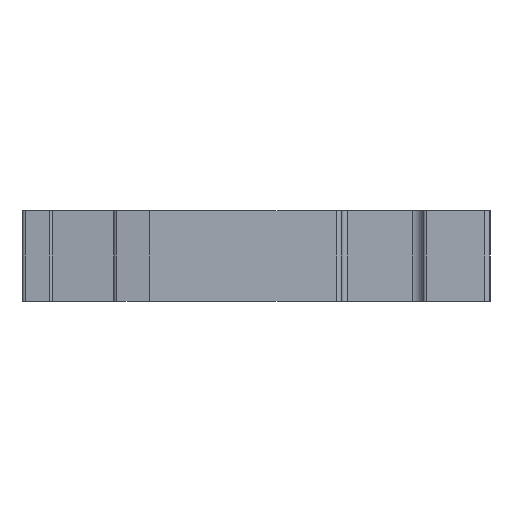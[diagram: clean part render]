
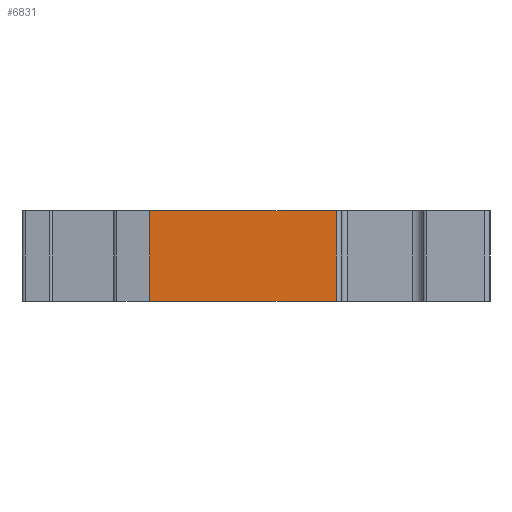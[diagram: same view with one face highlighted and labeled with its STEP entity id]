
A CAD part, left-side view. The second image highlights one B-rep face of the part: STEP entity #6831.
In plain terms, the highlighted planar face has unit normal (-1, 0, 0).
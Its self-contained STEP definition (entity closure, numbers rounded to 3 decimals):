
#946=DIRECTION('',(0.,1.,0.));
#947=VECTOR('',#946,16.757);
#948=CARTESIAN_POINT('',(-45.2,7.8,4.));
#949=LINE('',#948,#947);
#1355=DIRECTION('',(0.,0.,1.));
#1356=VECTOR('',#1355,8.1);
#1357=CARTESIAN_POINT('',(-45.2,7.8,-4.1));
#1358=LINE('',#1357,#1356);
#1359=DIRECTION('',(0.,1.,0.));
#1360=VECTOR('',#1359,16.757);
#1361=CARTESIAN_POINT('',(-45.2,7.8,-4.1));
#1362=LINE('',#1361,#1360);
#1363=DIRECTION('',(0.,0.,-1.));
#1364=VECTOR('',#1363,8.1);
#1365=CARTESIAN_POINT('',(-45.2,24.557,4.));
#1366=LINE('',#1365,#1364);
#4634=CARTESIAN_POINT('',(-45.2,7.8,4.));
#4635=VERTEX_POINT('',#4634);
#4636=CARTESIAN_POINT('',(-45.2,24.557,4.));
#4637=VERTEX_POINT('',#4636);
#4869=CARTESIAN_POINT('',(-45.2,24.557,-4.1));
#4870=VERTEX_POINT('',#4869);
#4871=CARTESIAN_POINT('',(-45.2,7.8,-4.1));
#4872=VERTEX_POINT('',#4871);
#6819=CARTESIAN_POINT('',(-45.2,36.,4.));
#6820=DIRECTION('',(-1.,0.,0.));
#6821=DIRECTION('',(0.,-1.,0.));
#6822=AXIS2_PLACEMENT_3D('',#6819,#6820,#6821);
#6823=PLANE('',#6822);
#6824=ORIENTED_EDGE('',*,*,#6814,.F.);
#6825=ORIENTED_EDGE('',*,*,#6028,.T.);
#6827=ORIENTED_EDGE('',*,*,#6826,.F.);
#6828=ORIENTED_EDGE('',*,*,#6249,.F.);
#6829=EDGE_LOOP('',(#6824,#6825,#6827,#6828));
#6830=FACE_OUTER_BOUND('',#6829,.F.);
#6831=ADVANCED_FACE('',(#6830),#6823,.T.);
#6028=EDGE_CURVE('',#4872,#4870,#1362,.T.);
#6249=EDGE_CURVE('',#4635,#4637,#949,.T.);
#6814=EDGE_CURVE('',#4872,#4635,#1358,.T.);
#6826=EDGE_CURVE('',#4637,#4870,#1366,.T.);
